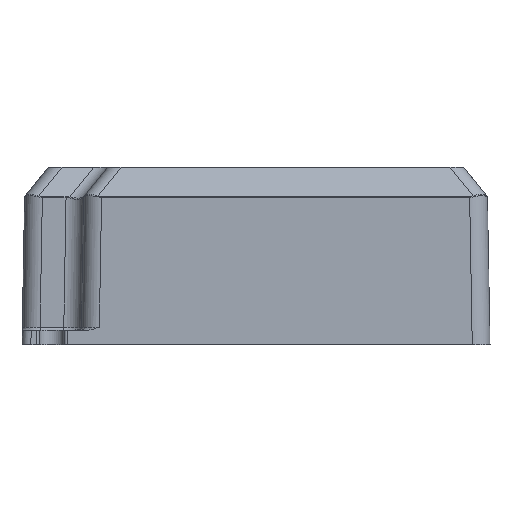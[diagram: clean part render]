
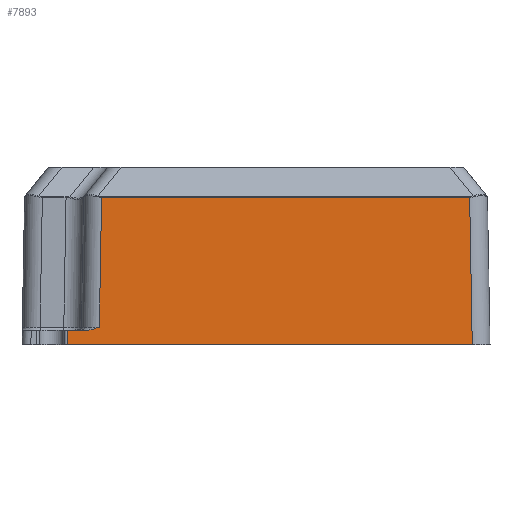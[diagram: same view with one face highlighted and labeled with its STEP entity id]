
A CAD part, left-side view. The second image highlights one B-rep face of the part: STEP entity #7893.
In plain terms, the highlighted planar face has unit normal (-1, 0, 0.018).
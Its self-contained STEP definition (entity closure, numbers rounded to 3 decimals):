
#894=CARTESIAN_POINT('',(-1.9,69.1,-20.4));
#896=DIRECTION('',(0.,-1.,0.));
#897=VECTOR('',#896,68.4);
#898=CARTESIAN_POINT('',(-1.9,69.1,-20.4));
#899=LINE('',#898,#897);
#1148=CARTESIAN_POINT('',(-1.856,65.437,
-17.9));
#1874=DIRECTION('',(0.,1.,0.));
#1875=VECTOR('',#1874,62.132);
#1876=CARTESIAN_POINT('',(-1.465,1.134,4.497));
#1877=LINE('',#1876,#1875);
#1882=DIRECTION('',(-0.017,-0.017,-1.));
#1883=VECTOR('',#1882,24.904);
#1884=CARTESIAN_POINT('',(-1.465,1.134,4.497));
#1885=LINE('',#1884,#1883);
#1886=DIRECTION('',(0.,-1.,0.));
#1887=VECTOR('',#1886,3.663);
#1888=CARTESIAN_POINT('',(-1.856,69.1,-17.9));
#1889=LINE('',#1888,#1887);
#1890=DIRECTION('',(0.017,-0.017,1.));
#1891=VECTOR('',#1890,21.912);
#1892=CARTESIAN_POINT('',(-1.848,63.648,
-17.409));
#1893=LINE('',#1892,#1891);
#1894=DIRECTION('',(-0.017,0.,-1.));
#1895=VECTOR('',#1894,2.5);
#1896=CARTESIAN_POINT('',(-1.856,69.1,-17.9));
#1897=LINE('',#1896,#1895);
#1943=CARTESIAN_POINT('',(-1.848,63.648,
-17.409));
#1944=CARTESIAN_POINT('',(-1.849,63.815,
-17.477));
#1945=CARTESIAN_POINT('',(-1.851,64.136,
-17.607));
#1946=CARTESIAN_POINT('',(-1.854,64.59,
-17.764));
#1947=CARTESIAN_POINT('',(-1.856,65.001,
-17.867));
#1948=CARTESIAN_POINT('',(-1.856,65.291,
-17.9));
#1949=CARTESIAN_POINT('',(-1.856,65.437,
-17.9));
#4615=VERTEX_POINT('',#1148);
#4616=CARTESIAN_POINT('',(-1.856,69.1,-17.9));
#4617=VERTEX_POINT('',#4616);
#4665=VERTEX_POINT('',#894);
#4666=CARTESIAN_POINT('',(-1.9,0.7,
-20.4));
#4667=VERTEX_POINT('',#4666);
#5064=CARTESIAN_POINT('',(-1.465,1.134,4.497));
#5065=CARTESIAN_POINT('',(-1.465,63.266,4.497));
#5066=VERTEX_POINT('',#5064);
#5067=VERTEX_POINT('',#5065);
#5068=VERTEX_POINT('',#1943);
#7876=CARTESIAN_POINT('',(-1.9,-4.876,-20.4));
#7877=DIRECTION('',(-1.,0.,0.017));
#7878=DIRECTION('',(0.,-1.,0.));
#7879=AXIS2_PLACEMENT_3D('',#7876,#7877,#7878);
#7880=PLANE('',#7879);
#7881=ORIENTED_EDGE('',*,*,#7866,.F.);
#7882=ORIENTED_EDGE('',*,*,#7813,.T.);
#7883=ORIENTED_EDGE('',*,*,#6414,.F.);
#7885=ORIENTED_EDGE('',*,*,#7884,.F.);
#7886=ORIENTED_EDGE('',*,*,#6548,.T.);
#7888=ORIENTED_EDGE('',*,*,#7887,.F.);
#7890=ORIENTED_EDGE('',*,*,#7889,.T.);
#7891=EDGE_LOOP('',(#7881,#7882,#7883,#7885,#7886,#7888,#7890));
#7892=FACE_OUTER_BOUND('',#7891,.F.);
#7893=ADVANCED_FACE('',(#7892),#7880,.T.);
#1950=B_SPLINE_CURVE_WITH_KNOTS('',3,(#1943,#1944,#1945,#1946,#1947,#1948,
#1949),.UNSPECIFIED.,.F.,.F.,(4,1,1,1,4),(0.,0.25,0.5,0.75,1.),
.UNSPECIFIED.);
#6414=EDGE_CURVE('',#4665,#4667,#899,.T.);
#6548=EDGE_CURVE('',#4617,#4615,#1889,.T.);
#7813=EDGE_CURVE('',#5066,#4667,#1885,.T.);
#7866=EDGE_CURVE('',#5066,#5067,#1877,.T.);
#7884=EDGE_CURVE('',#4617,#4665,#1897,.T.);
#7887=EDGE_CURVE('',#5068,#4615,#1950,.T.);
#7889=EDGE_CURVE('',#5068,#5067,#1893,.T.);
